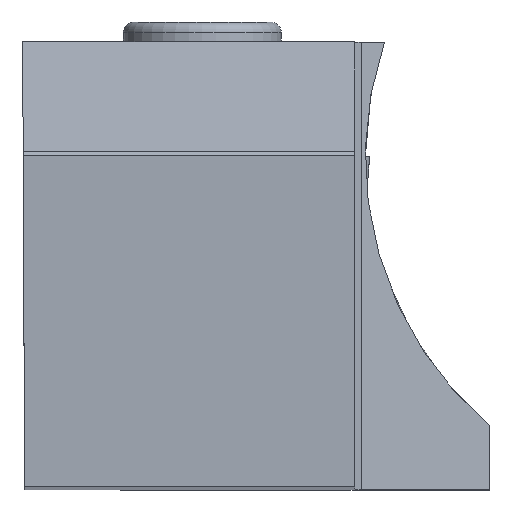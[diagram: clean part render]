
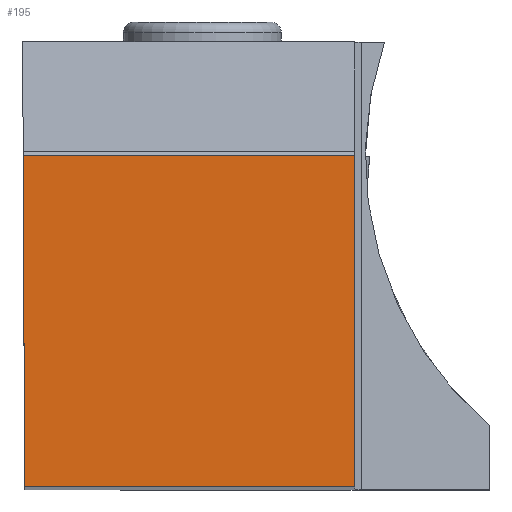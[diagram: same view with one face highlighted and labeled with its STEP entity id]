
A CAD part, top view. The second image highlights one B-rep face of the part: STEP entity #195.
In plain terms, the highlighted planar face has unit normal (0, 0, 1).
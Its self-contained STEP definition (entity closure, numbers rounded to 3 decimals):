
#195=ADVANCED_FACE('BLANK_BOXF006',(#306),#243,.F.);
#243=PLANE('',#1482);
#306=FACE_OUTER_BOUND('',#371,.T.);
#371=EDGE_LOOP('',(#684,#685,#686,#687));
#684=ORIENTED_EDGE('',*,*,#1053,.T.);
#685=ORIENTED_EDGE('',*,*,#1054,.T.);
#686=ORIENTED_EDGE('',*,*,#1049,.T.);
#687=ORIENTED_EDGE('',*,*,#1045,.T.);
#883=VERTEX_POINT('',#2399);
#884=VERTEX_POINT('',#2401);
#886=VERTEX_POINT('',#2409);
#889=VERTEX_POINT('',#2417);
#1045=EDGE_CURVE('',#884,#883,#1174,.T.);
#1049=EDGE_CURVE('',#886,#884,#1178,.T.);
#1053=EDGE_CURVE('',#883,#889,#1182,.T.);
#1054=EDGE_CURVE('',#889,#886,#1183,.T.);
#1174=LINE('',#2400,#1301);
#1178=LINE('',#2408,#1305);
#1182=LINE('',#2416,#1309);
#1183=LINE('',#2418,#1310);
#1301=VECTOR('',#1778,1.);
#1305=VECTOR('',#1786,1.);
#1309=VECTOR('',#1792,1.);
#1310=VECTOR('',#1793,1.);
#1482=AXIS2_PLACEMENT_3D('',#2419,#1794,#1795);
#1778=DIRECTION('',(1.,0.,0.));
#1786=DIRECTION('',(0.004,-1.,0.));
#1792=DIRECTION('',(0.,1.,0.));
#1793=DIRECTION('',(-1.,0.,0.));
#1794=DIRECTION('',(0.,0.,-1.));
#1795=DIRECTION('',(0.,-1.,0.));
#2399=CARTESIAN_POINT('',(24.875,0.,0.));
#2400=CARTESIAN_POINT('',(-150.35,0.,0.));
#2401=CARTESIAN_POINT('',(0.109,0.,0.));
#2408=CARTESIAN_POINT('',(-0.547,150.349,0.));
#2409=CARTESIAN_POINT('',(0.,24.875,0.));
#2416=CARTESIAN_POINT('',(24.875,-150.35,0.));
#2417=CARTESIAN_POINT('',(24.875,24.875,0.));
#2418=CARTESIAN_POINT('',(150.35,24.875,0.));
#2419=CARTESIAN_POINT('',(34.982,-5.,0.));
